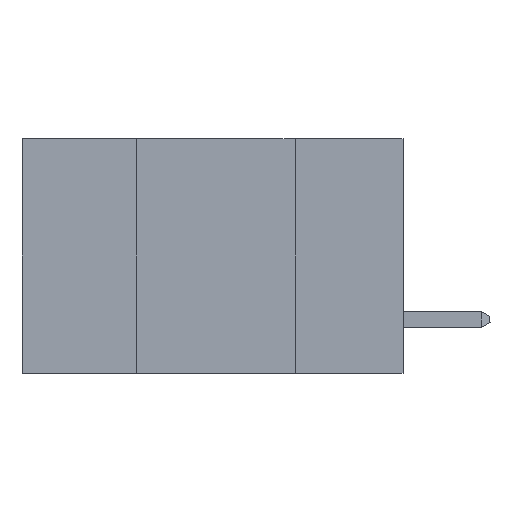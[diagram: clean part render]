
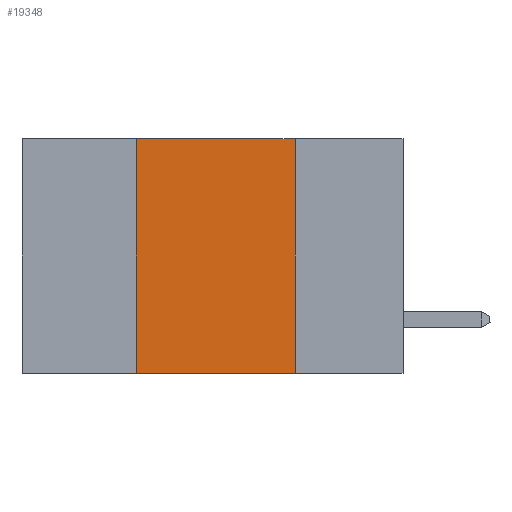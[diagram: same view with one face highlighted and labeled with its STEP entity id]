
A CAD part, left-side view. The second image highlights one B-rep face of the part: STEP entity #19348.
In plain terms, the highlighted planar face has unit normal (-1, 0, 0).
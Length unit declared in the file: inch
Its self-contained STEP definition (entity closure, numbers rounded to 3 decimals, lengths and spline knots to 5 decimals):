
#41 = DIRECTION ( 'NONE',  ( 0., -1., 0. ) ) ;
#1057 = CARTESIAN_POINT ( 'NONE',  ( 0., 0.17, -0.37 ) ) ;
#1320 = CARTESIAN_POINT ( 'NONE',  ( 0., 0.17, 0. ) ) ;
#2807 = LINE ( 'NONE', #19252, #18042 ) ;
#2861 = VERTEX_POINT ( 'NONE', #9958 ) ;
#3055 = EDGE_LOOP ( 'NONE', ( #8833, #15693, #23893, #24134 ) ) ;
#3618 = VERTEX_POINT ( 'NONE', #21252 ) ;
#4361 = DIRECTION ( 'NONE',  ( 1., 0., 0. ) ) ;
#4888 = LINE ( 'NONE', #26880, #21130 ) ;
#8833 = ORIENTED_EDGE ( 'NONE', *, *, #14946, .F. ) ;
#9633 = EDGE_CURVE ( 'NONE', #13519, #3618, #15128, .T. ) ;
#9958 = CARTESIAN_POINT ( 'NONE',  ( 0., 0.42, -0.37 ) ) ;
#10137 = VECTOR ( 'NONE', #26614, 39.37008 ) ;
#10753 = CARTESIAN_POINT ( 'NONE',  ( 0., 0.6, 0. ) ) ;
#10828 = VECTOR ( 'NONE', #19020, 39.37008 ) ;
#11777 = VERTEX_POINT ( 'NONE', #1057 ) ;
#12227 = AXIS2_PLACEMENT_3D ( 'NONE', #10753, #4361, #25398 ) ;
#13519 = VERTEX_POINT ( 'NONE', #25537 ) ;
#13672 = DIRECTION ( 'NONE',  ( 0., 0., 1. ) ) ;
#14946 = EDGE_CURVE ( 'NONE', #3618, #11777, #24388, .T. ) ;
#15128 = LINE ( 'NONE', #16965, #10828 ) ;
#15693 = ORIENTED_EDGE ( 'NONE', *, *, #9633, .F. ) ;
#16965 = CARTESIAN_POINT ( 'NONE',  ( 0., 0.6, 0. ) ) ;
#18042 = VECTOR ( 'NONE', #41, 39.37008 ) ;
#19020 = DIRECTION ( 'NONE',  ( 0., -1., 0. ) ) ;
#19252 = CARTESIAN_POINT ( 'NONE',  ( 0., 0.6, -0.37 ) ) ;
#19348 = ADVANCED_FACE ( 'NONE', ( #26197 ), #27451, .F. ) ;
#20824 = EDGE_CURVE ( 'NONE', #2861, #13519, #4888, .T. ) ;
#21130 = VECTOR ( 'NONE', #13672, 39.37008 ) ;
#21252 = CARTESIAN_POINT ( 'NONE',  ( 0., 0.17, 0. ) ) ;
#21814 = EDGE_CURVE ( 'NONE', #2861, #11777, #2807, .T. ) ;
#23893 = ORIENTED_EDGE ( 'NONE', *, *, #20824, .F. ) ;
#24134 = ORIENTED_EDGE ( 'NONE', *, *, #21814, .T. ) ;
#24388 = LINE ( 'NONE', #1320, #10137 ) ;
#25398 = DIRECTION ( 'NONE',  ( 0., 0., -1. ) ) ;
#25537 = CARTESIAN_POINT ( 'NONE',  ( 0., 0.42, 0. ) ) ;
#26197 = FACE_OUTER_BOUND ( 'NONE', #3055, .T. ) ;
#26614 = DIRECTION ( 'NONE',  ( 0., 0., -1. ) ) ;
#26880 = CARTESIAN_POINT ( 'NONE',  ( 0., 0.42, 0. ) ) ;
#27451 = PLANE ( 'NONE',  #12227 ) ;
